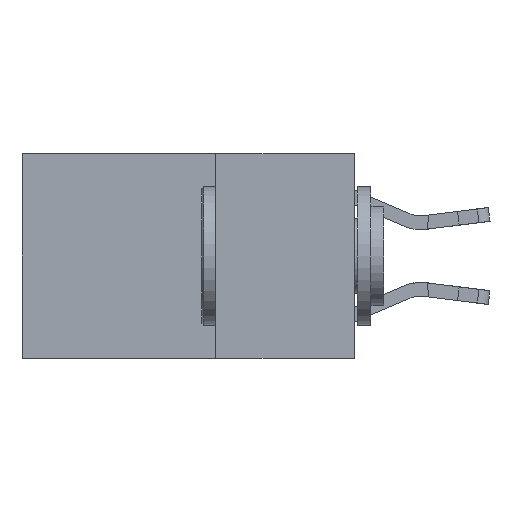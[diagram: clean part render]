
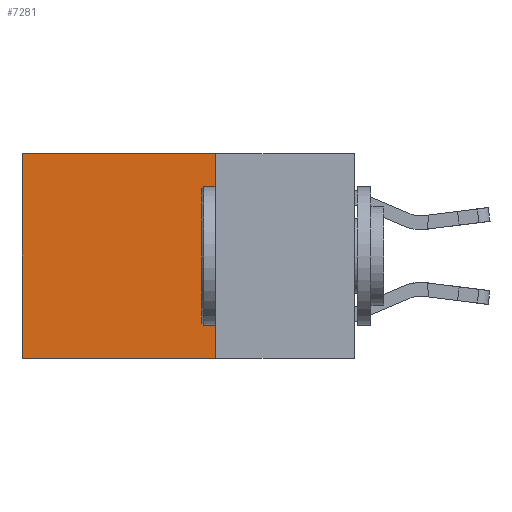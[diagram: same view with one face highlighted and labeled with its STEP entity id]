
A CAD part, left-side view. The second image highlights one B-rep face of the part: STEP entity #7281.
In plain terms, the highlighted planar face has unit normal (-1, 0, 0).
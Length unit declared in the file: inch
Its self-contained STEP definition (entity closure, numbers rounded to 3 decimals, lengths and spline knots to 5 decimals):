
#27 = VERTEX_POINT ( 'NONE', #12393 ) ;
#93 = ORIENTED_EDGE ( 'NONE', *, *, #9230, .T. ) ;
#293 = EDGE_CURVE ( 'NONE', #27, #8862, #11594, .T. ) ;
#929 = LINE ( 'NONE', #4324, #10220 ) ;
#1203 = DIRECTION ( 'NONE',  ( 0., 0., -1. ) ) ;
#2061 = VERTEX_POINT ( 'NONE', #7809 ) ;
#3432 = DIRECTION ( 'NONE',  ( 0., 1., 0. ) ) ;
#4324 = CARTESIAN_POINT ( 'NONE',  ( 0.2625, 0.25, -0.37 ) ) ;
#4491 = CARTESIAN_POINT ( 'NONE',  ( 0.2625, 0.25, 0. ) ) ;
#7281 = ADVANCED_FACE ( 'NONE', ( #7565 ), #14200, .F. ) ;
#7514 = CARTESIAN_POINT ( 'NONE',  ( 0.2625, 0.25, -0.37 ) ) ;
#7565 = FACE_OUTER_BOUND ( 'NONE', #8529, .T. ) ;
#7809 = CARTESIAN_POINT ( 'NONE',  ( 0.2625, 0.25, 0. ) ) ;
#8529 = EDGE_LOOP ( 'NONE', ( #12930, #13609, #17169, #93 ) ) ;
#8862 = VERTEX_POINT ( 'NONE', #15112 ) ;
#9125 = VECTOR ( 'NONE', #3432, 39.37008 ) ;
#9230 = EDGE_CURVE ( 'NONE', #2061, #27, #10430, .T. ) ;
#9410 = EDGE_CURVE ( 'NONE', #2061, #20843, #15924, .T. ) ;
#9728 = DIRECTION ( 'NONE',  ( 0., 0., -1. ) ) ;
#10220 = VECTOR ( 'NONE', #17637, 39.37008 ) ;
#10430 = LINE ( 'NONE', #15090, #9125 ) ;
#10922 = DIRECTION ( 'NONE',  ( 0., 0., -1. ) ) ;
#11594 = LINE ( 'NONE', #16382, #20751 ) ;
#12393 = CARTESIAN_POINT ( 'NONE',  ( 0.2625, 0.6, 0. ) ) ;
#12562 = DIRECTION ( 'NONE',  ( 1., 0., 0. ) ) ;
#12930 = ORIENTED_EDGE ( 'NONE', *, *, #293, .T. ) ;
#13609 = ORIENTED_EDGE ( 'NONE', *, *, #16673, .F. ) ;
#14200 = PLANE ( 'NONE',  #20479 ) ;
#15090 = CARTESIAN_POINT ( 'NONE',  ( 0.2625, 0.25, 0. ) ) ;
#15112 = CARTESIAN_POINT ( 'NONE',  ( 0.2625, 0.6, -0.37 ) ) ;
#15924 = LINE ( 'NONE', #4491, #16047 ) ;
#16047 = VECTOR ( 'NONE', #9728, 39.37008 ) ;
#16382 = CARTESIAN_POINT ( 'NONE',  ( 0.2625, 0.6, 0. ) ) ;
#16673 = EDGE_CURVE ( 'NONE', #20843, #8862, #929, .T. ) ;
#17169 = ORIENTED_EDGE ( 'NONE', *, *, #9410, .F. ) ;
#17637 = DIRECTION ( 'NONE',  ( 0., 1., 0. ) ) ;
#20479 = AXIS2_PLACEMENT_3D ( 'NONE', #20864, #12562, #10922 ) ;
#20751 = VECTOR ( 'NONE', #1203, 39.37008 ) ;
#20843 = VERTEX_POINT ( 'NONE', #7514 ) ;
#20864 = CARTESIAN_POINT ( 'NONE',  ( 0.2625, 0.25, 0. ) ) ;
